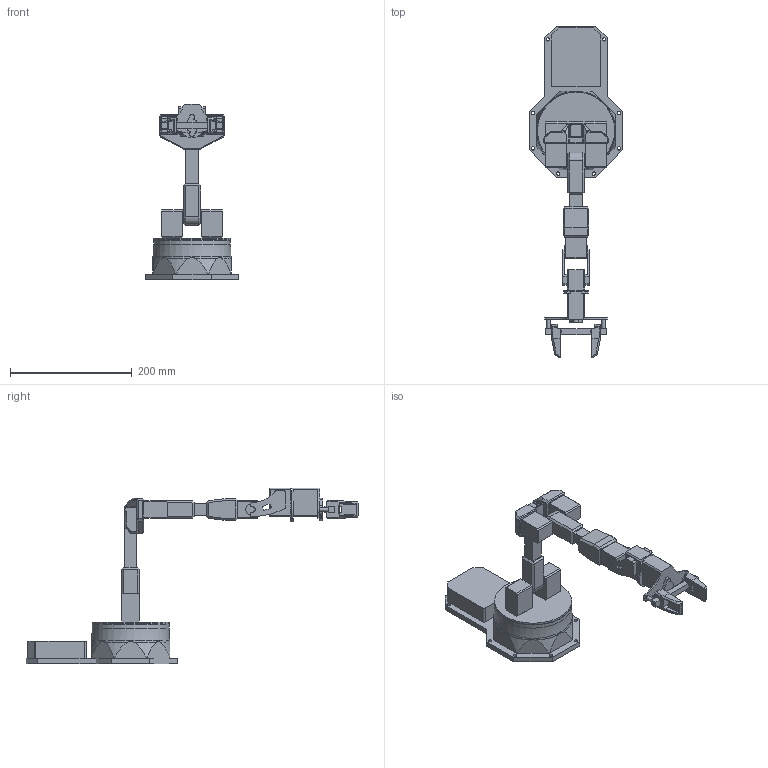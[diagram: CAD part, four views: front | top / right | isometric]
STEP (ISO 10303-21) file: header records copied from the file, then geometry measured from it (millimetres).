
FILE_DESCRIPTION(/* description */ (''),/* implementation_level */ '2;1');
FILE_NAME(/* name */ '2 - PXA-150-M v1.step',/* time_stamp */ '2024-03-14T23:18:29Z',/* author */ (''),/* organization */ (''),/* preprocessor_version */ 'ST-DEVELOPER v20',/* originating_system */ 'Autodesk Translation Framework v12.20.1.177',/* authorisation */ '');
FILE_SCHEMA (('AUTOMOTIVE_DESIGN { 1 0 10303 214 3 1 1 }'));
Length unit declared in the file: millimetre
Products named in the file (9): 2 - PXA-150-M; Base; Skirt-120 v2; Shoulder; UA - 2 - PX-150 v3; Fore - 2 - PX-150 v2; 430 - Wrist v3; SRG v3; SRG Carriage With Finger v3
Assembly tree (9 placements, depth 3):
  2 - PXA-150-M
    Base
      Skirt-120 v2
    Shoulder
    UA - 2 - PX-150 v3
    Fore - 2 - PX-150 v2
    430 - Wrist v3
    SRG v3
    SRG Carriage With Finger v3  x2
Bounding box: 153.07 x 546.15 x 289.16 mm (x, y, z)
Volume: 1378681.5 mm3; surface area: 333138.6 mm2
Topology: 16 solids, 19 shells, 701 faces, 1769 edges, 1120 vertices
Faces by surface type: plane 511, cylinder 144, cone 27, bspline 9, sphere 6, torus 4
Full cylindrical faces by diameter (mm): 3.8 x4, 4.9 x2, 5.6 x8, 6.3 x2, 12 x2, 20.5 x6, 40 x1, 92 x1, 120.25 x1, 121 x1, 126.875 x1, 127 x1
Entity records: 19484 total; most frequent: CARTESIAN_POINT 3632, ORIENTED_EDGE 3224, DIRECTION 3214, EDGE_CURVE 1612, LINE 1224, VECTOR 1224, VERTEX_POINT 1016, AXIS2_PLACEMENT_3D 995
